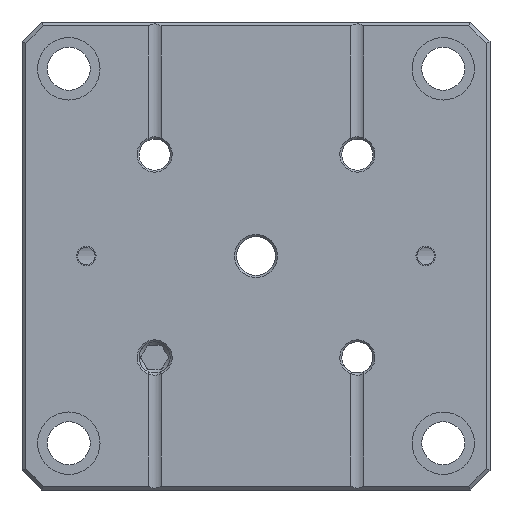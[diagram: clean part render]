
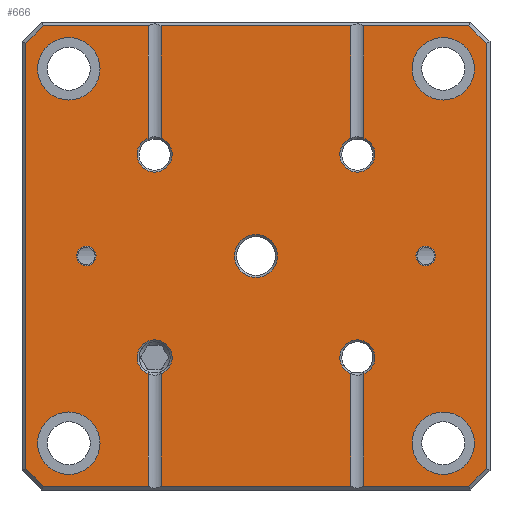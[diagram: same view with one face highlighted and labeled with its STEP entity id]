
A CAD part, front view. The second image highlights one B-rep face of the part: STEP entity #666.
In plain terms, the highlighted planar face has unit normal (0, -1, 0).
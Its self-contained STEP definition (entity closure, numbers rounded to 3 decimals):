
#227=LINE('',#4428,#330);
#228=LINE('',#4431,#331);
#229=LINE('',#4433,#332);
#230=LINE('',#4437,#333);
#231=LINE('',#4439,#334);
#232=LINE('',#4441,#335);
#233=LINE('',#4443,#336);
#234=LINE('',#4445,#337);
#235=LINE('',#4447,#338);
#236=LINE('',#4449,#339);
#237=LINE('',#4453,#340);
#238=LINE('',#4455,#341);
#239=LINE('',#4457,#342);
#240=LINE('',#4461,#343);
#241=LINE('',#4463,#344);
#242=LINE('',#4465,#345);
#243=LINE('',#4467,#346);
#244=LINE('',#4469,#347);
#245=LINE('',#4471,#348);
#246=LINE('',#4473,#349);
#330=VECTOR('',#3515,1.);
#331=VECTOR('',#3516,1.);
#332=VECTOR('',#3517,1.);
#333=VECTOR('',#3520,1.);
#334=VECTOR('',#3521,1.);
#335=VECTOR('',#3522,1.);
#336=VECTOR('',#3523,1.);
#337=VECTOR('',#3524,1.);
#338=VECTOR('',#3525,1.);
#339=VECTOR('',#3526,1.);
#340=VECTOR('',#3529,1.);
#341=VECTOR('',#3530,1.);
#342=VECTOR('',#3531,1.);
#343=VECTOR('',#3534,1.);
#344=VECTOR('',#3535,1.);
#345=VECTOR('',#3536,1.);
#346=VECTOR('',#3537,1.);
#347=VECTOR('',#3538,1.);
#348=VECTOR('',#3539,1.);
#349=VECTOR('',#3540,1.);
#666=ADVANCED_FACE('',(#928,#929,#930,#931,#932,#933,#934,#935),#835,.F.);
#835=PLANE('',#3080);
#928=FACE_BOUND('',#1232,.T.);
#929=FACE_BOUND('',#1233,.T.);
#930=FACE_BOUND('',#1234,.T.);
#931=FACE_BOUND('',#1235,.T.);
#932=FACE_BOUND('',#1236,.T.);
#933=FACE_BOUND('',#1237,.T.);
#934=FACE_BOUND('',#1238,.T.);
#935=FACE_BOUND('',#1239,.T.);
#1232=EDGE_LOOP('',(#1666));
#1233=EDGE_LOOP('',(#1667));
#1234=EDGE_LOOP('',(#1668));
#1235=EDGE_LOOP('',(#1669));
#1236=EDGE_LOOP('',(#1670,#1671,#1672,#1673,#1674,#1675,#1676,#1677,#1678,
#1679,#1680,#1681,#1682,#1683,#1684,#1685,#1686,#1687,#1688,#1689,#1690,
#1691,#1692,#1693));
#1237=EDGE_LOOP('',(#1694));
#1238=EDGE_LOOP('',(#1695));
#1239=EDGE_LOOP('',(#1696));
#1666=ORIENTED_EDGE('',*,*,#2576,.T.);
#1667=ORIENTED_EDGE('',*,*,#2577,.T.);
#1668=ORIENTED_EDGE('',*,*,#2578,.T.);
#1669=ORIENTED_EDGE('',*,*,#2579,.T.);
#1670=ORIENTED_EDGE('',*,*,#2580,.T.);
#1671=ORIENTED_EDGE('',*,*,#2581,.T.);
#1672=ORIENTED_EDGE('',*,*,#2582,.F.);
#1673=ORIENTED_EDGE('',*,*,#2583,.T.);
#1674=ORIENTED_EDGE('',*,*,#2584,.F.);
#1675=ORIENTED_EDGE('',*,*,#2585,.T.);
#1676=ORIENTED_EDGE('',*,*,#2586,.T.);
#1677=ORIENTED_EDGE('',*,*,#2587,.T.);
#1678=ORIENTED_EDGE('',*,*,#2588,.T.);
#1679=ORIENTED_EDGE('',*,*,#2589,.T.);
#1680=ORIENTED_EDGE('',*,*,#2590,.T.);
#1681=ORIENTED_EDGE('',*,*,#2591,.T.);
#1682=ORIENTED_EDGE('',*,*,#2592,.T.);
#1683=ORIENTED_EDGE('',*,*,#2593,.T.);
#1684=ORIENTED_EDGE('',*,*,#2594,.F.);
#1685=ORIENTED_EDGE('',*,*,#2595,.T.);
#1686=ORIENTED_EDGE('',*,*,#2596,.F.);
#1687=ORIENTED_EDGE('',*,*,#2597,.T.);
#1688=ORIENTED_EDGE('',*,*,#2598,.T.);
#1689=ORIENTED_EDGE('',*,*,#2599,.T.);
#1690=ORIENTED_EDGE('',*,*,#2600,.T.);
#1691=ORIENTED_EDGE('',*,*,#2601,.T.);
#1692=ORIENTED_EDGE('',*,*,#2602,.T.);
#1693=ORIENTED_EDGE('',*,*,#2603,.T.);
#1694=ORIENTED_EDGE('',*,*,#2604,.F.);
#1695=ORIENTED_EDGE('',*,*,#2605,.T.);
#1696=ORIENTED_EDGE('',*,*,#2606,.T.);
#2284=VERTEX_POINT('',#4421);
#2285=VERTEX_POINT('',#4423);
#2286=VERTEX_POINT('',#4425);
#2287=VERTEX_POINT('',#4427);
#2288=VERTEX_POINT('',#4429);
#2289=VERTEX_POINT('',#4430);
#2290=VERTEX_POINT('',#4432);
#2291=VERTEX_POINT('',#4434);
#2292=VERTEX_POINT('',#4436);
#2293=VERTEX_POINT('',#4438);
#2294=VERTEX_POINT('',#4440);
#2295=VERTEX_POINT('',#4442);
#2296=VERTEX_POINT('',#4444);
#2297=VERTEX_POINT('',#4446);
#2298=VERTEX_POINT('',#4448);
#2299=VERTEX_POINT('',#4450);
#2300=VERTEX_POINT('',#4452);
#2301=VERTEX_POINT('',#4454);
#2302=VERTEX_POINT('',#4456);
#2303=VERTEX_POINT('',#4458);
#2304=VERTEX_POINT('',#4460);
#2305=VERTEX_POINT('',#4462);
#2306=VERTEX_POINT('',#4464);
#2307=VERTEX_POINT('',#4466);
#2308=VERTEX_POINT('',#4468);
#2309=VERTEX_POINT('',#4470);
#2310=VERTEX_POINT('',#4472);
#2311=VERTEX_POINT('',#4474);
#2312=VERTEX_POINT('',#4477);
#2313=VERTEX_POINT('',#4479);
#2314=VERTEX_POINT('',#4481);
#2576=EDGE_CURVE('',#2284,#2284,#2884,.T.);
#2577=EDGE_CURVE('',#2285,#2285,#2885,.T.);
#2578=EDGE_CURVE('',#2286,#2286,#2886,.T.);
#2579=EDGE_CURVE('',#2287,#2287,#2887,.T.);
#2580=EDGE_CURVE('',#2288,#2289,#227,.T.);
#2581=EDGE_CURVE('',#2289,#2290,#228,.T.);
#2582=EDGE_CURVE('',#2291,#2290,#229,.T.);
#2583=EDGE_CURVE('',#2291,#2292,#2888,.T.);
#2584=EDGE_CURVE('',#2293,#2292,#230,.T.);
#2585=EDGE_CURVE('',#2293,#2294,#231,.T.);
#2586=EDGE_CURVE('',#2294,#2295,#232,.T.);
#2587=EDGE_CURVE('',#2295,#2296,#233,.T.);
#2588=EDGE_CURVE('',#2296,#2297,#234,.T.);
#2589=EDGE_CURVE('',#2297,#2298,#235,.T.);
#2590=EDGE_CURVE('',#2298,#2299,#236,.T.);
#2591=EDGE_CURVE('',#2299,#2300,#2889,.T.);
#2592=EDGE_CURVE('',#2300,#2301,#237,.T.);
#2593=EDGE_CURVE('',#2301,#2302,#238,.T.);
#2594=EDGE_CURVE('',#2303,#2302,#239,.T.);
#2595=EDGE_CURVE('',#2303,#2304,#2890,.T.);
#2596=EDGE_CURVE('',#2305,#2304,#240,.T.);
#2597=EDGE_CURVE('',#2305,#2306,#241,.T.);
#2598=EDGE_CURVE('',#2306,#2307,#242,.T.);
#2599=EDGE_CURVE('',#2307,#2308,#243,.T.);
#2600=EDGE_CURVE('',#2308,#2309,#244,.T.);
#2601=EDGE_CURVE('',#2309,#2310,#245,.T.);
#2602=EDGE_CURVE('',#2310,#2311,#246,.T.);
#2603=EDGE_CURVE('',#2311,#2288,#2891,.T.);
#2604=EDGE_CURVE('',#2312,#2312,#2892,.T.);
#2605=EDGE_CURVE('',#2313,#2313,#2893,.T.);
#2606=EDGE_CURVE('',#2314,#2314,#2894,.T.);
#2884=CIRCLE('',#3069,8.);
#2885=CIRCLE('',#3070,8.);
#2886=CIRCLE('',#3071,8.);
#2887=CIRCLE('',#3072,8.);
#2888=CIRCLE('',#3073,4.5);
#2889=CIRCLE('',#3074,4.5);
#2890=CIRCLE('',#3075,4.5);
#2891=CIRCLE('',#3076,4.5);
#2892=CIRCLE('',#3077,2.5);
#2893=CIRCLE('',#3078,2.5);
#2894=CIRCLE('',#3079,5.5);
#3069=AXIS2_PLACEMENT_3D('',#4420,#3507,#3508);
#3070=AXIS2_PLACEMENT_3D('',#4422,#3509,#3510);
#3071=AXIS2_PLACEMENT_3D('',#4424,#3511,#3512);
#3072=AXIS2_PLACEMENT_3D('',#4426,#3513,#3514);
#3073=AXIS2_PLACEMENT_3D('',#4435,#3518,#3519);
#3074=AXIS2_PLACEMENT_3D('',#4451,#3527,#3528);
#3075=AXIS2_PLACEMENT_3D('',#4459,#3532,#3533);
#3076=AXIS2_PLACEMENT_3D('',#4475,#3541,#3542);
#3077=AXIS2_PLACEMENT_3D('',#4476,#3543,#3544);
#3078=AXIS2_PLACEMENT_3D('',#4478,#3545,#3546);
#3079=AXIS2_PLACEMENT_3D('',#4480,#3547,#3548);
#3080=AXIS2_PLACEMENT_3D('',#4482,#3549,#3550);
#3507=DIRECTION('',(0.,1.,0.));
#3508=DIRECTION('',(0.,0.,-1.));
#3509=DIRECTION('',(0.,1.,0.));
#3510=DIRECTION('',(-1.,0.,0.));
#3511=DIRECTION('',(0.,1.,0.));
#3512=DIRECTION('',(0.,0.,1.));
#3513=DIRECTION('',(0.,1.,0.));
#3514=DIRECTION('',(1.,0.,0.));
#3515=DIRECTION('',(0.,0.,1.));
#3516=DIRECTION('',(-1.,0.,0.));
#3517=DIRECTION('',(0.,0.,1.));
#3518=DIRECTION('',(0.,1.,0.));
#3519=DIRECTION('',(0.,0.,1.));
#3520=DIRECTION('',(0.,0.,-1.));
#3521=DIRECTION('',(-1.,0.,0.));
#3522=DIRECTION('',(-0.707,0.,-0.707));
#3523=DIRECTION('',(0.,0.,-1.));
#3524=DIRECTION('',(0.707,0.,-0.707));
#3525=DIRECTION('',(1.,0.,0.));
#3526=DIRECTION('',(0.,0.,1.));
#3527=DIRECTION('',(0.,1.,0.));
#3528=DIRECTION('',(0.,0.,1.));
#3529=DIRECTION('',(0.,0.,-1.));
#3530=DIRECTION('',(1.,0.,0.));
#3531=DIRECTION('',(0.,0.,-1.));
#3532=DIRECTION('',(0.,1.,0.));
#3533=DIRECTION('',(0.,0.,1.));
#3534=DIRECTION('',(0.,0.,1.));
#3535=DIRECTION('',(1.,0.,0.));
#3536=DIRECTION('',(0.707,0.,0.707));
#3537=DIRECTION('',(0.,0.,1.));
#3538=DIRECTION('',(-0.707,0.,0.707));
#3539=DIRECTION('',(-1.,0.,0.));
#3540=DIRECTION('',(0.,0.,-1.));
#3541=DIRECTION('',(0.,1.,0.));
#3542=DIRECTION('',(0.,0.,1.));
#3543=DIRECTION('',(0.,-1.,0.));
#3544=DIRECTION('',(1.,0.,0.));
#3545=DIRECTION('',(0.,1.,0.));
#3546=DIRECTION('',(-1.,0.,0.));
#3547=DIRECTION('',(0.,1.,0.));
#3548=DIRECTION('',(0.,0.,1.));
#3549=DIRECTION('',(0.,1.,0.));
#3550=DIRECTION('',(0.,0.,1.));
#4420=CARTESIAN_POINT('',(152.,0.,-48.));
#4421=CARTESIAN_POINT('',(152.,0.,-56.));
#4422=CARTESIAN_POINT('',(152.,0.,48.));
#4423=CARTESIAN_POINT('',(144.,0.,48.));
#4424=CARTESIAN_POINT('',(248.,0.,48.));
#4425=CARTESIAN_POINT('',(248.,0.,56.));
#4426=CARTESIAN_POINT('',(248.,0.,-48.));
#4427=CARTESIAN_POINT('',(256.,0.,-48.));
#4428=CARTESIAN_POINT('',(224.342,0.,28.067));
#4429=CARTESIAN_POINT('',(224.342,0.,30.183));
#4430=CARTESIAN_POINT('',(224.342,0.,59.));
#4431=CARTESIAN_POINT('',(125.,0.,59.));
#4432=CARTESIAN_POINT('',(175.658,0.,59.));
#4433=CARTESIAN_POINT('',(175.658,0.,28.067));
#4434=CARTESIAN_POINT('',(175.658,0.,30.183));
#4435=CARTESIAN_POINT('',(174.,0.,26.));
#4436=CARTESIAN_POINT('',(172.342,0.,30.183));
#4437=CARTESIAN_POINT('',(172.342,0.,57.));
#4438=CARTESIAN_POINT('',(172.342,0.,59.));
#4439=CARTESIAN_POINT('',(275.,0.,59.));
#4440=CARTESIAN_POINT('',(145.414,0.,59.));
#4441=CARTESIAN_POINT('',(140.707,0.,54.293));
#4442=CARTESIAN_POINT('',(141.,0.,54.586));
#4443=CARTESIAN_POINT('',(141.,0.,-55.));
#4444=CARTESIAN_POINT('',(141.,0.,-54.586));
#4445=CARTESIAN_POINT('',(145.707,0.,-59.293));
#4446=CARTESIAN_POINT('',(145.414,0.,-59.));
#4447=CARTESIAN_POINT('',(275.,0.,-59.));
#4448=CARTESIAN_POINT('',(172.342,0.,-59.));
#4449=CARTESIAN_POINT('',(172.342,0.,-57.));
#4450=CARTESIAN_POINT('',(172.342,0.,-30.183));
#4451=CARTESIAN_POINT('',(174.,0.,-26.));
#4452=CARTESIAN_POINT('',(175.658,0.,-30.183));
#4453=CARTESIAN_POINT('',(175.658,0.,-28.067));
#4454=CARTESIAN_POINT('',(175.658,0.,-59.));
#4455=CARTESIAN_POINT('',(275.,0.,-59.));
#4456=CARTESIAN_POINT('',(224.342,0.,-59.));
#4457=CARTESIAN_POINT('',(224.342,0.,-28.067));
#4458=CARTESIAN_POINT('',(224.342,0.,-30.183));
#4459=CARTESIAN_POINT('',(226.,0.,-26.));
#4460=CARTESIAN_POINT('',(227.658,0.,-30.183));
#4461=CARTESIAN_POINT('',(227.658,0.,-57.));
#4462=CARTESIAN_POINT('',(227.658,0.,-59.));
#4463=CARTESIAN_POINT('',(275.,0.,-59.));
#4464=CARTESIAN_POINT('',(254.586,0.,-59.));
#4465=CARTESIAN_POINT('',(259.293,0.,-54.293));
#4466=CARTESIAN_POINT('',(259.,0.,-54.586));
#4467=CARTESIAN_POINT('',(259.,0.,55.));
#4468=CARTESIAN_POINT('',(259.,0.,54.586));
#4469=CARTESIAN_POINT('',(254.293,0.,59.293));
#4470=CARTESIAN_POINT('',(254.586,0.,59.));
#4471=CARTESIAN_POINT('',(125.,0.,59.));
#4472=CARTESIAN_POINT('',(227.658,0.,59.));
#4473=CARTESIAN_POINT('',(227.658,0.,57.));
#4474=CARTESIAN_POINT('',(227.658,0.,30.183));
#4475=CARTESIAN_POINT('',(226.,0.,26.));
#4476=CARTESIAN_POINT('',(243.5,0.,0.));
#4477=CARTESIAN_POINT('',(246.,0.,0.));
#4478=CARTESIAN_POINT('',(156.5,0.,0.));
#4479=CARTESIAN_POINT('',(154.,0.,0.));
#4480=CARTESIAN_POINT('',(200.,0.,0.));
#4481=CARTESIAN_POINT('',(200.,0.,5.5));
#4482=CARTESIAN_POINT('',(275.,0.,58.));
